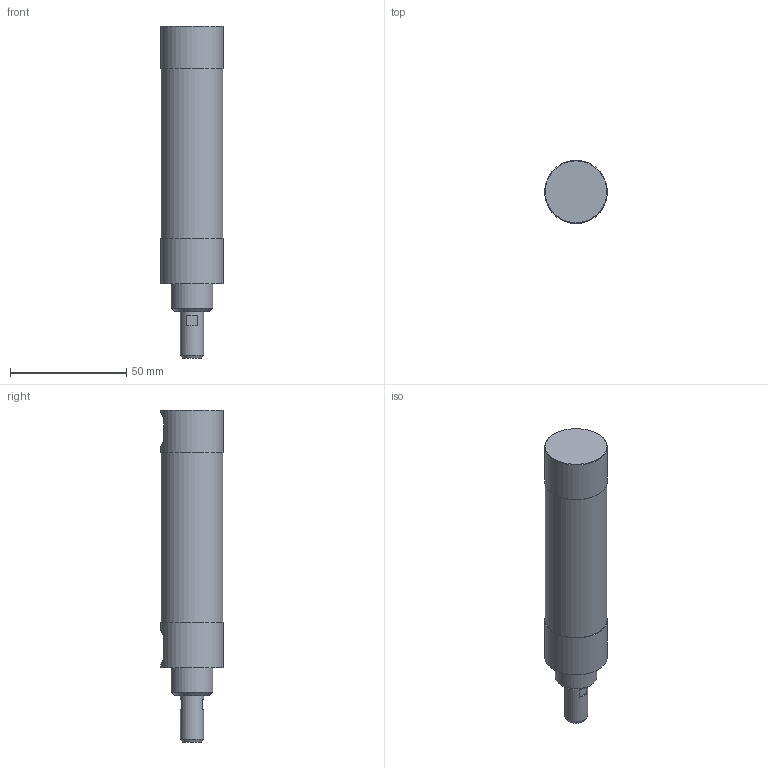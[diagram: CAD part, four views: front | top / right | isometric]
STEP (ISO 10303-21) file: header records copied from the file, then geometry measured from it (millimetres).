
FILE_DESCRIPTION((''),'2;1');
FILE_NAME('CDEM25_50E3.stp','2014-09-17T15:47:50',('pc6'),(''),'Autodesk Inventor 2011','Autodesk Inventor 2011','');
FILE_SCHEMA(('AUTOMOTIVE_DESIGN { 1 0 10303 214 1 1 1 1 }'));
Length unit declared in the file: millimetre
Products named in the file (1): Parte2
Bounding box: 27 x 27 x 143 mm (x, y, z)
Volume: 42522 mm3; surface area: 25404.1 mm2
Topology: 1 solids, 9 shells, 126 faces, 273 edges, 172 vertices
Faces by surface type: plane 55, cylinder 38, cone 31, torus 2
Full cylindrical faces by diameter (mm): 2 x1, 6.647 x1, 8.566 x2, 10 x3, 10.302 x1, 10.5 x1, 11.595 x1, 12 x1, 12.1 x1, 12.643 x1, 15.3 x1, 18 x3, 22.9 x2, 23.858 x1, 24.95 x3, 25 x7, 26.5 x1, 27 x2
Entity records: 3251 total; most frequent: CARTESIAN_POINT 595, DIRECTION 550, ORIENTED_EDGE 372, AXIS2_PLACEMENT_3D 247, EDGE_LOOP 224, EDGE_CURVE 186, VERTEX_POINT 152, STYLED_ITEM 127
